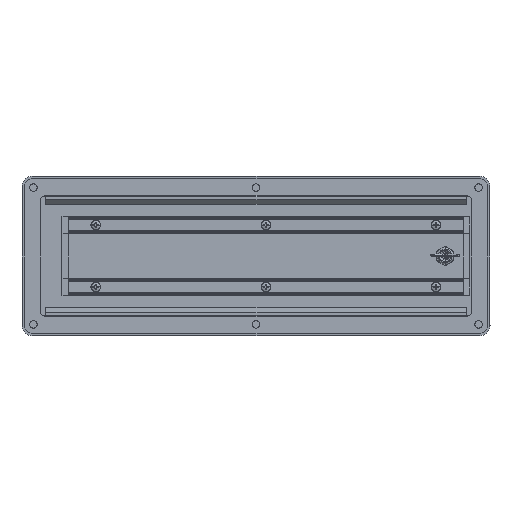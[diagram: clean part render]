
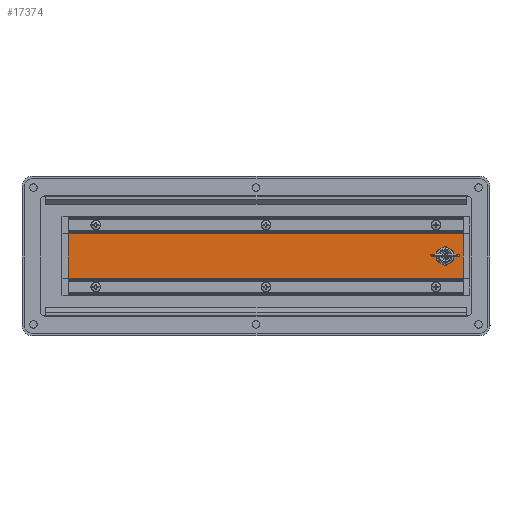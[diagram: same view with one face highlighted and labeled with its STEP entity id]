
A CAD part, front view. The second image highlights one B-rep face of the part: STEP entity #17374.
In plain terms, the highlighted planar face has unit normal (0, -1, 0).
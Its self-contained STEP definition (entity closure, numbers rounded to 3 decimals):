
#94 = VERTEX_POINT ( 'NONE', #3843 ) ;
#138 = EDGE_CURVE ( 'NONE', #17620, #94, #18983, .T. ) ;
#155 = EDGE_CURVE ( 'NONE', #7408, #3327, #11537, .T. ) ;
#410 = CARTESIAN_POINT ( 'NONE',  ( 136.5, 6., 0. ) ) ;
#578 = VECTOR ( 'NONE', #11488, 1000. ) ;
#943 = DIRECTION ( 'NONE',  ( 0., 1., 0. ) ) ;
#1906 = VERTEX_POINT ( 'NONE', #9461 ) ;
#2130 = VERTEX_POINT ( 'NONE', #16124 ) ;
#2154 = DIRECTION ( 'NONE',  ( 0., -1., 0. ) ) ;
#2414 = FACE_BOUND ( 'NONE', #11656, .T. ) ;
#2793 = ORIENTED_EDGE ( 'NONE', *, *, #5778, .F. ) ;
#3065 = AXIS2_PLACEMENT_3D ( 'NONE', #17487, #4018, #10011 ) ;
#3327 = VERTEX_POINT ( 'NONE', #6263 ) ;
#3332 = AXIS2_PLACEMENT_3D ( 'NONE', #14400, #943, #6917 ) ;
#3466 = DIRECTION ( 'NONE',  ( -1., 0., 0. ) ) ;
#3843 = CARTESIAN_POINT ( 'NONE',  ( -123.5, 6., -14.8 ) ) ;
#4018 = DIRECTION ( 'NONE',  ( 0., -1., 0. ) ) ;
#5497 = CARTESIAN_POINT ( 'NONE',  ( -123.5, 6., 0. ) ) ;
#5756 = LINE ( 'NONE', #11748, #14925 ) ;
#5778 = EDGE_CURVE ( 'NONE', #3327, #7408, #7591, .T. ) ;
#6107 = VECTOR ( 'NONE', #3466, 1000. ) ;
#6263 = CARTESIAN_POINT ( 'NONE',  ( 124.5, 6., -4. ) ) ;
#6385 = DIRECTION ( 'NONE',  ( 0., 0., -1. ) ) ;
#6917 = DIRECTION ( 'NONE',  ( 0., 0., 1. ) ) ;
#7408 = VERTEX_POINT ( 'NONE', #17998 ) ;
#7591 = CIRCLE ( 'NONE', #18604, 4. ) ;
#7718 = ORIENTED_EDGE ( 'NONE', *, *, #15113, .F. ) ;
#8111 = ORIENTED_EDGE ( 'NONE', *, *, #17063, .F. ) ;
#8135 = DIRECTION ( 'NONE',  ( 0., 0., -1. ) ) ;
#8393 = PLANE ( 'NONE',  #3332 ) ;
#8565 = ORIENTED_EDGE ( 'NONE', *, *, #15955, .F. ) ;
#9461 = CARTESIAN_POINT ( 'NONE',  ( 136.5, 6., -14.8 ) ) ;
#10011 = DIRECTION ( 'NONE',  ( 0., 0., -1. ) ) ;
#10923 = LINE ( 'NONE', #16928, #6107 ) ;
#11488 = DIRECTION ( 'NONE',  ( 0., 0., -1. ) ) ;
#11537 = CIRCLE ( 'NONE', #3065, 4. ) ;
#11656 = EDGE_LOOP ( 'NONE', ( #2793, #18601 ) ) ;
#11748 = CARTESIAN_POINT ( 'NONE',  ( -150., 6., 14.8 ) ) ;
#13796 = CARTESIAN_POINT ( 'NONE',  ( -123.5, 6., 14.8 ) ) ;
#13855 = LINE ( 'NONE', #410, #16805 ) ;
#14400 = CARTESIAN_POINT ( 'NONE',  ( -150., 6., 15.1 ) ) ;
#14925 = VECTOR ( 'NONE', #17753, 1000. ) ;
#15113 = EDGE_CURVE ( 'NONE', #2130, #1906, #13855, .T. ) ;
#15615 = CARTESIAN_POINT ( 'NONE',  ( 124.5, 6., 0. ) ) ;
#15876 = FACE_OUTER_BOUND ( 'NONE', #18037, .T. ) ;
#15955 = EDGE_CURVE ( 'NONE', #1906, #94, #10923, .T. ) ;
#16124 = CARTESIAN_POINT ( 'NONE',  ( 136.5, 6., 14.8 ) ) ;
#16805 = VECTOR ( 'NONE', #6385, 1000. ) ;
#16824 = ORIENTED_EDGE ( 'NONE', *, *, #138, .T. ) ;
#16928 = CARTESIAN_POINT ( 'NONE',  ( -150., 6., -14.8 ) ) ;
#17063 = EDGE_CURVE ( 'NONE', #17620, #2130, #5756, .T. ) ;
#17374 = ADVANCED_FACE ( 'NONE', ( #15876, #2414 ), #8393, .F. ) ;
#17487 = CARTESIAN_POINT ( 'NONE',  ( 124.5, 6., 0. ) ) ;
#17620 = VERTEX_POINT ( 'NONE', #13796 ) ;
#17753 = DIRECTION ( 'NONE',  ( 1., 0., 0. ) ) ;
#17998 = CARTESIAN_POINT ( 'NONE',  ( 124.5, 6., 4. ) ) ;
#18037 = EDGE_LOOP ( 'NONE', ( #16824, #8565, #7718, #8111 ) ) ;
#18601 = ORIENTED_EDGE ( 'NONE', *, *, #155, .F. ) ;
#18604 = AXIS2_PLACEMENT_3D ( 'NONE', #15615, #2154, #8135 ) ;
#18983 = LINE ( 'NONE', #5497, #578 ) ;
